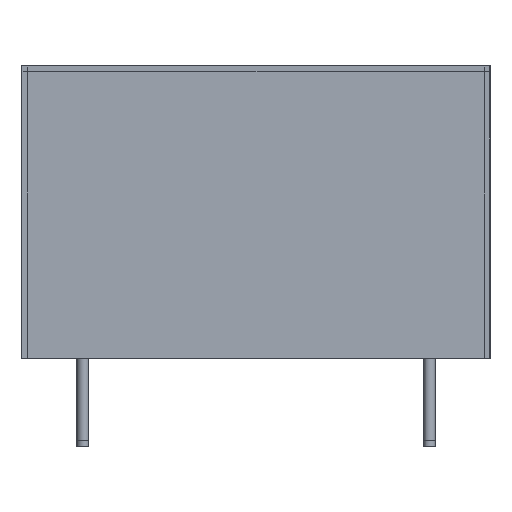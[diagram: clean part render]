
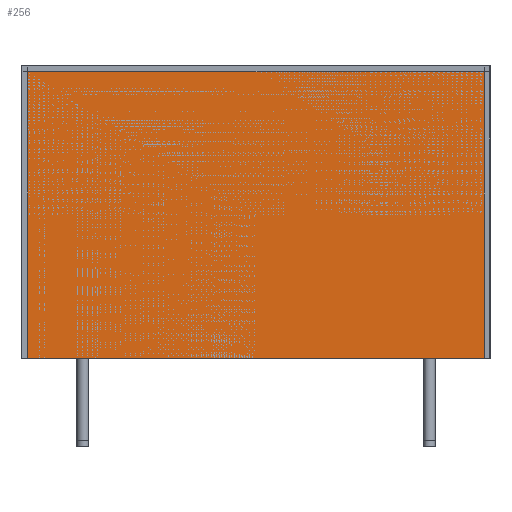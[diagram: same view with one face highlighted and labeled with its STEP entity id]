
A CAD part, left-side view. The second image highlights one B-rep face of the part: STEP entity #256.
In plain terms, the highlighted planar face has unit normal (-1, 0, 0).
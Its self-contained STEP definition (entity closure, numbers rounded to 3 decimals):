
#137 = EDGE_CURVE('',#138,#140,#142,.T.);
#138 = VERTEX_POINT('',#139);
#139 = CARTESIAN_POINT('',(-18.5,11.7,0.));
#140 = VERTEX_POINT('',#141);
#141 = CARTESIAN_POINT('',(-18.5,-11.7,0.));
#142 = LINE('',#143,#144);
#143 = CARTESIAN_POINT('',(-18.5,12.,0.));
#144 = VECTOR('',#145,1.);
#145 = DIRECTION('',(0.,-1.,0.));
#256 = ADVANCED_FACE('',(#257),#282,.F.);
#257 = FACE_BOUND('',#258,.F.);
#258 = EDGE_LOOP('',(#259,#260,#268,#276));
#259 = ORIENTED_EDGE('',*,*,#137,.F.);
#260 = ORIENTED_EDGE('',*,*,#261,.T.);
#261 = EDGE_CURVE('',#138,#262,#264,.T.);
#262 = VERTEX_POINT('',#263);
#263 = CARTESIAN_POINT('',(-18.5,11.7,14.7));
#264 = LINE('',#265,#266);
#265 = CARTESIAN_POINT('',(-18.5,11.7,0.));
#266 = VECTOR('',#267,1.);
#267 = DIRECTION('',(0.,0.,1.));
#268 = ORIENTED_EDGE('',*,*,#269,.T.);
#269 = EDGE_CURVE('',#262,#270,#272,.T.);
#270 = VERTEX_POINT('',#271);
#271 = CARTESIAN_POINT('',(-18.5,-11.7,14.7));
#272 = LINE('',#273,#274);
#273 = CARTESIAN_POINT('',(-18.5,12.,14.7));
#274 = VECTOR('',#275,1.);
#275 = DIRECTION('',(0.,-1.,0.));
#276 = ORIENTED_EDGE('',*,*,#277,.F.);
#277 = EDGE_CURVE('',#140,#270,#278,.T.);
#278 = LINE('',#279,#280);
#279 = CARTESIAN_POINT('',(-18.5,-11.7,0.));
#280 = VECTOR('',#281,1.);
#281 = DIRECTION('',(0.,0.,1.));
#282 = PLANE('',#283);
#283 = AXIS2_PLACEMENT_3D('',#284,#285,#286);
#284 = CARTESIAN_POINT('',(-18.5,12.,0.));
#285 = DIRECTION('',(1.,0.,0.));
#286 = DIRECTION('',(0.,-1.,0.));
